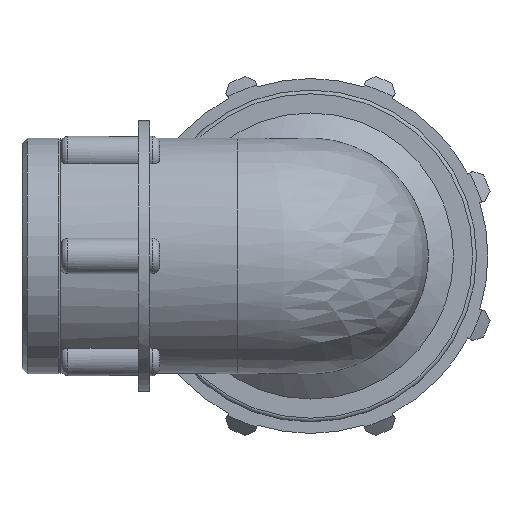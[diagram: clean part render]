
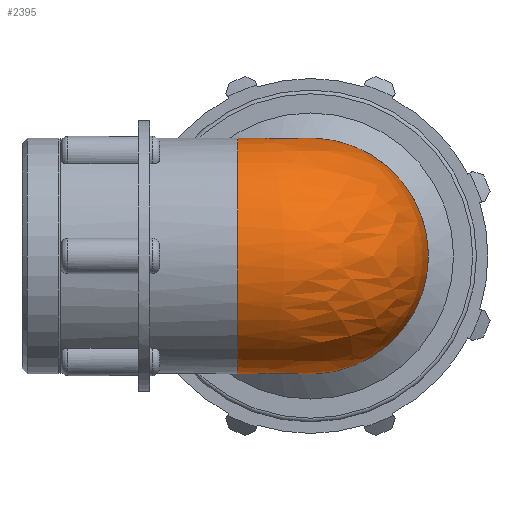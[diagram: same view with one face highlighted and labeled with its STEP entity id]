
A CAD part, left-side view. The second image highlights one B-rep face of the part: STEP entity #2395.
In plain terms, the highlighted free-form (B-spline) face has degree [2, 2] with [7, 3] control points.
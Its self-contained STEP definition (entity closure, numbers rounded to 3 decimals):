
#63=(
BOUNDED_SURFACE()
B_SPLINE_SURFACE(2,2,((#4098,#4099,#4100),(#4101,#4102,#4103),(#4104,#4105,
#4106),(#4107,#4108,#4109),(#4110,#4111,#4112),(#4113,#4114,#4115),(#4116,
#4117,#4118)),.UNSPECIFIED.,.F.,.F.,.F.)
B_SPLINE_SURFACE_WITH_KNOTS((3,2,2,3),(3,3),(-2.234,-0.745,
0.745,2.234),(-3.142,-1.571),
 .UNSPECIFIED.)
GEOMETRIC_REPRESENTATION_ITEM()
RATIONAL_B_SPLINE_SURFACE(((1.,0.707,1.),(0.735,
0.52,0.735),(1.,0.707,1.),(0.735,
0.52,0.735),(1.,0.707,1.),(0.735,
0.52,0.735),(1.,0.707,1.)))
REPRESENTATION_ITEM('')
SURFACE()
);
#499=FACE_OUTER_BOUND('',#640,.T.);
#640=EDGE_LOOP('',(#1766,#1767));
#826=CIRCLE('',#2596,25.319);
#843=CIRCLE('',#2626,25.319);
#1025=VERTEX_POINT('',#4032);
#1026=VERTEX_POINT('',#4034);
#1289=EDGE_CURVE('',#1026,#1025,#826,.T.);
#1309=EDGE_CURVE('',#1026,#1025,#843,.T.);
#1766=ORIENTED_EDGE('',*,*,#1289,.T.);
#1767=ORIENTED_EDGE('',*,*,#1309,.F.);
#2395=ADVANCED_FACE('',(#499),#63,.F.);
#2596=AXIS2_PLACEMENT_3D('',#4035,#3030,#3031);
#2626=AXIS2_PLACEMENT_3D('',#4069,#3090,#3091);
#3030=DIRECTION('center_axis',(0.,-1.,0.));
#3031=DIRECTION('ref_axis',(-1.,0.,0.));
#3090=DIRECTION('center_axis',(1.,0.,0.));
#3091=DIRECTION('ref_axis',(0.,-1.,0.));
#4032=CARTESIAN_POINT('',(15.581,15.581,-19.957));
#4034=CARTESIAN_POINT('',(15.581,15.581,19.957));
#4035=CARTESIAN_POINT('Origin',(0.,15.581,0.));
#4069=CARTESIAN_POINT('Origin',(15.581,0.,0.));
#4098=CARTESIAN_POINT('Ctrl Pts',(15.581,15.581,-19.957));
#4099=CARTESIAN_POINT('Ctrl Pts',(15.581,15.581,-19.957));
#4100=CARTESIAN_POINT('Ctrl Pts',(15.581,15.581,-19.957));
#4101=CARTESIAN_POINT('Ctrl Pts',(-2.809,15.581,-34.314));
#4102=CARTESIAN_POINT('Ctrl Pts',(-2.809,-2.809,-34.314));
#4103=CARTESIAN_POINT('Ctrl Pts',(15.581,-2.809,-34.314));
#4104=CARTESIAN_POINT('Ctrl Pts',(-18.619,15.581,-17.157));
#4105=CARTESIAN_POINT('Ctrl Pts',(-18.619,-18.619,-17.157));
#4106=CARTESIAN_POINT('Ctrl Pts',(15.581,-18.619,-17.157));
#4107=CARTESIAN_POINT('Ctrl Pts',(-34.429,15.581,0.));
#4108=CARTESIAN_POINT('Ctrl Pts',(-34.429,-34.429,0.));
#4109=CARTESIAN_POINT('Ctrl Pts',(15.581,-34.429,0.));
#4110=CARTESIAN_POINT('Ctrl Pts',(-18.619,15.581,17.157));
#4111=CARTESIAN_POINT('Ctrl Pts',(-18.619,-18.619,17.157));
#4112=CARTESIAN_POINT('Ctrl Pts',(15.581,-18.619,17.157));
#4113=CARTESIAN_POINT('Ctrl Pts',(-2.809,15.581,34.314));
#4114=CARTESIAN_POINT('Ctrl Pts',(-2.809,-2.809,34.314));
#4115=CARTESIAN_POINT('Ctrl Pts',(15.581,-2.809,34.314));
#4116=CARTESIAN_POINT('Ctrl Pts',(15.581,15.581,19.957));
#4117=CARTESIAN_POINT('Ctrl Pts',(15.581,15.581,19.957));
#4118=CARTESIAN_POINT('Ctrl Pts',(15.581,15.581,19.957));
